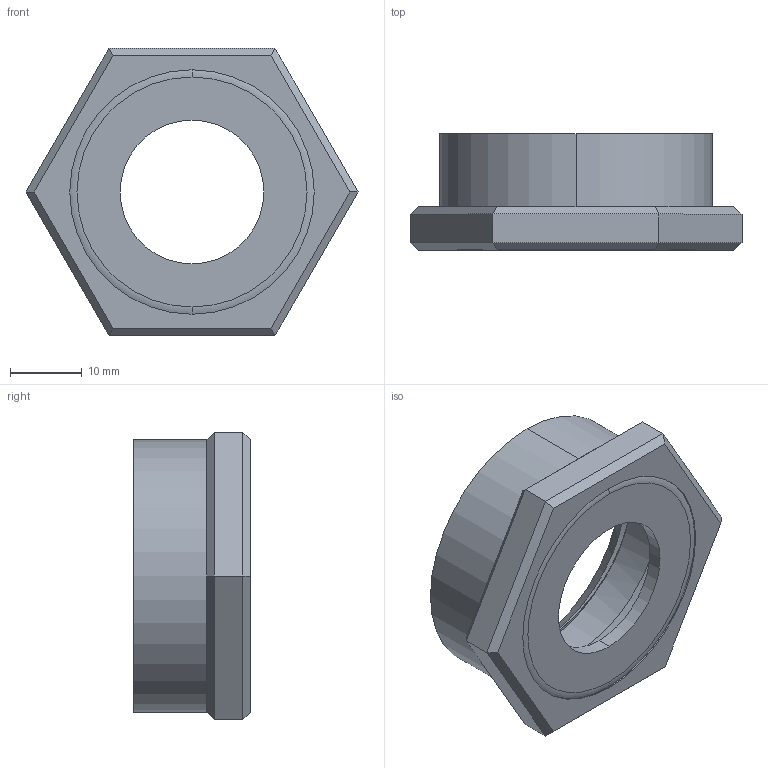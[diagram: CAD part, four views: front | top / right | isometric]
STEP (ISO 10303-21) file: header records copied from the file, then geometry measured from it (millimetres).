
FILE_DESCRIPTION (( 'STEP AP214' ), '1' );
FILE_NAME ('DS38SFBottom.STEP', '2025-05-29T18:28:57', ( '' ), ( '' ), 'SwSTEP 2.0', 'SolidWorks 2025', '' );
FILE_SCHEMA (( 'AUTOMOTIVE_DESIGN' ));
Length unit declared in the file: millimetre
Products named in the file (1): DS38SFBottom
Bounding box: 46.19 x 16.17 x 40 mm (x, y, z)
Volume: 6795.8 mm3; surface area: 5730.4 mm2
Topology: 1 solids, 1 shells, 52 faces, 117 edges, 69 vertices
Faces by surface type: plane 30, cylinder 13, bspline 4, cone 3, torus 2
Entity records: 2868 total; most frequent: CARTESIAN_POINT 1744, ORIENTED_EDGE 234, DIRECTION 219, EDGE_CURVE 117, AXIS2_PLACEMENT_3D 78, VERTEX_POINT 69, VECTOR 63, LINE 63
